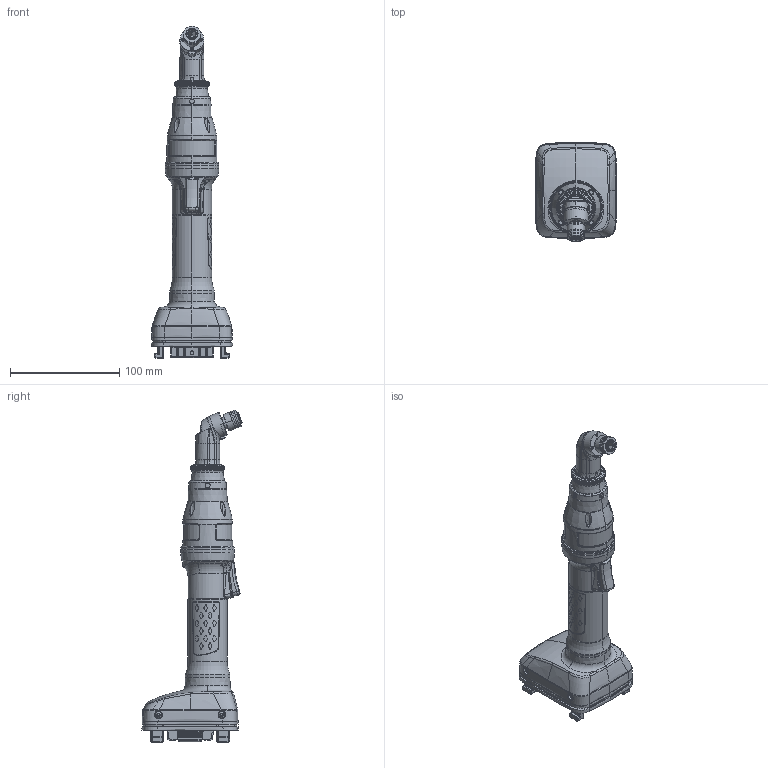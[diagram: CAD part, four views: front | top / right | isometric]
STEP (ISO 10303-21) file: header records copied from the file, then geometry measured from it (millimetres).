
FILE_DESCRIPTION((''),'2;1');
FILE_NAME('EXT_COMP_SW0084','2021-09-28T14:38:24',('INEVDh'),(''),'CREO PARAMETRIC BY PTC INC, 2020281','CREO PARAMETRIC BY PTC INC, 2020281','');
FILE_SCHEMA(('CONFIG_CONTROL_DESIGN'));
Products named in the file (1): EXT_COMP_SW0084
Bounding box: 74.45 x 91.84 x 304.43 mm (x, y, z)
Volume: 467731.8 mm3; surface area: 70595.9 mm2
Topology: 3 solids, 10 shells, 11055 faces, 23597 edges, 12677 vertices
Faces by surface type: plane 7027, cylinder 1629, bspline 1255, torus 578, extrusion 288, sphere 144, cone 130, revolution 4
Entity records: 398933 total; most frequent: CARTESIAN_POINT 184203, ORIENTED_EDGE 47184, DIRECTION 38044, EDGE_CURVE 23592, VECTOR 13160, LINE 12872, VERTEX_POINT 12677, AXIS2_PLACEMENT_3D 12440
